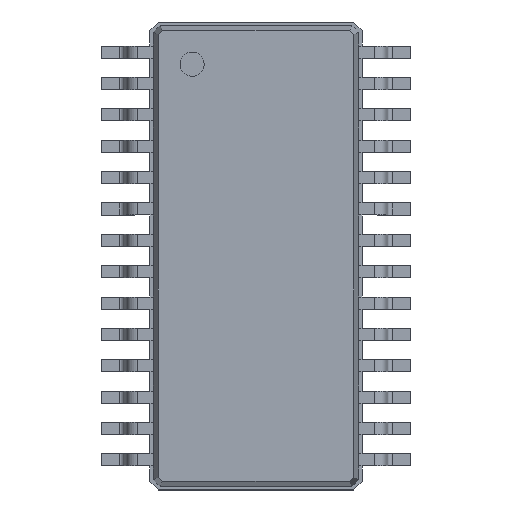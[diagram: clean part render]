
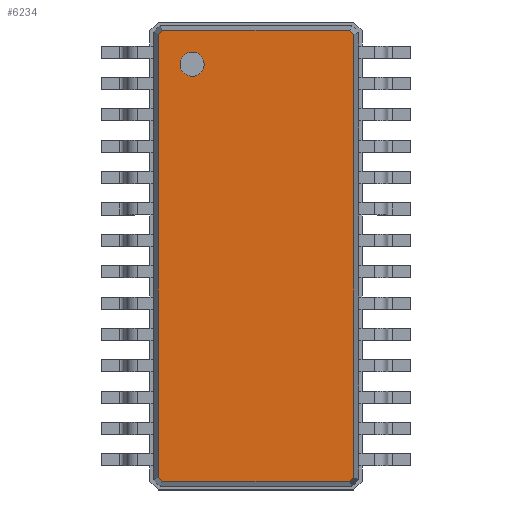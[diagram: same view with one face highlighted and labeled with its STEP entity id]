
A CAD part, top view. The second image highlights one B-rep face of the part: STEP entity #6234.
In plain terms, the highlighted planar face has unit normal (0, 0, 1).
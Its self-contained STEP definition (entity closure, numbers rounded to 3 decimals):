
#13=DIRECTION('',(0.,0.,1.));
#27=VECTOR('',#28,1.);
#28=DIRECTION('',(-1.,0.,0.));
#39=VECTOR('',#40,1.);
#40=DIRECTION('',(1.,0.,0.));
#63=VECTOR('',#64,1.);
#64=DIRECTION('',(0.,-1.,0.));
#75=VECTOR('',#76,1.);
#76=DIRECTION('',(-0.707,-0.707,0.));
#85=VECTOR('',#86,1.);
#86=DIRECTION('',(0.707,-0.707,0.));
#114=VECTOR('',#115,1.);
#115=DIRECTION('',(0.707,0.707,0.));
#121=VECTOR('',#122,1.);
#122=DIRECTION('',(0.,1.,0.));
#128=VECTOR('',#129,1.);
#129=DIRECTION('',(-0.707,0.707,0.));
#1943=VERTEX_POINT('',#1944);
#1944=CARTESIAN_POINT('',(-2.024,4.587,1.2));
#1946=ORIENTED_EDGE('',*,*,#1947,.F.);
#1947=EDGE_CURVE('',#1948,#1943,#1950,.T.);
#1948=VERTEX_POINT('',#1949);
#1949=CARTESIAN_POINT('',(-2.024,-4.587,1.2));
#1950=LINE('',#1949,#121);
#1961=VERTEX_POINT('',#1962);
#1962=CARTESIAN_POINT('',(-1.937,4.674,1.2));
#1964=ORIENTED_EDGE('',*,*,#1965,.F.);
#1965=EDGE_CURVE('',#1943,#1961,#1966,.T.);
#1966=LINE('',#1944,#114);
#1975=VERTEX_POINT('',#1976);
#1976=CARTESIAN_POINT('',(1.937,4.674,1.2));
#1978=ORIENTED_EDGE('',*,*,#1979,.F.);
#1979=EDGE_CURVE('',#1961,#1975,#1980,.T.);
#1980=LINE('',#1962,#39);
#1989=VERTEX_POINT('',#1990);
#1990=CARTESIAN_POINT('',(2.024,4.587,1.2));
#1992=ORIENTED_EDGE('',*,*,#1993,.F.);
#1993=EDGE_CURVE('',#1975,#1989,#1994,.T.);
#1994=LINE('',#1976,#85);
#2115=VERTEX_POINT('',#2116);
#2116=CARTESIAN_POINT('',(2.024,-4.587,1.2));
#2118=ORIENTED_EDGE('',*,*,#2119,.F.);
#2119=EDGE_CURVE('',#1989,#2115,#2120,.T.);
#2120=LINE('',#1990,#63);
#6234=ADVANCED_FACE('',(#6235,#6250),#6260,.T.);
#6235=FACE_BOUND('',#6236,.T.);
#6236=EDGE_LOOP('',(#1978,#1964,#1946,#6237,#6242,#6247,#2118,#1992));
#6237=ORIENTED_EDGE('',*,*,#6238,.F.);
#6238=EDGE_CURVE('',#6239,#1948,#6241,.T.);
#6239=VERTEX_POINT('',#6240);
#6240=CARTESIAN_POINT('',(-1.937,-4.674,1.2));
#6241=LINE('',#6240,#128);
#6242=ORIENTED_EDGE('',*,*,#6243,.F.);
#6243=EDGE_CURVE('',#6244,#6239,#6246,.T.);
#6244=VERTEX_POINT('',#6245);
#6245=CARTESIAN_POINT('',(1.937,-4.674,1.2));
#6246=LINE('',#6245,#27);
#6247=ORIENTED_EDGE('',*,*,#6248,.F.);
#6248=EDGE_CURVE('',#2115,#6244,#6249,.T.);
#6249=LINE('',#2116,#75);
#6250=FACE_BOUND('',#6251,.T.);
#6251=EDGE_LOOP('',(#6252));
#6252=ORIENTED_EDGE('',*,*,#6253,.T.);
#6253=EDGE_CURVE('',#6254,#6254,#6256,.T.);
#6254=VERTEX_POINT('',#6255);
#6255=CARTESIAN_POINT('',(-1.324,3.724,1.2));
#6256=CIRCLE('',#6257,0.25);
#6257=AXIS2_PLACEMENT_3D('',#6258,#6259,#64);
#6258=CARTESIAN_POINT('',(-1.324,3.974,1.2));
#6259=DIRECTION('',(0.,-0.,-1.));
#6260=PLANE('',#6261);
#6261=AXIS2_PLACEMENT_3D('',#1962,#13,#6262);
#6262=DIRECTION('',(0.383,-0.924,0.));
